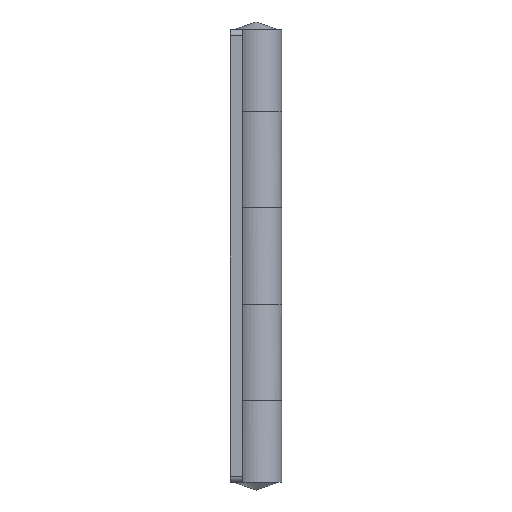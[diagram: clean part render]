
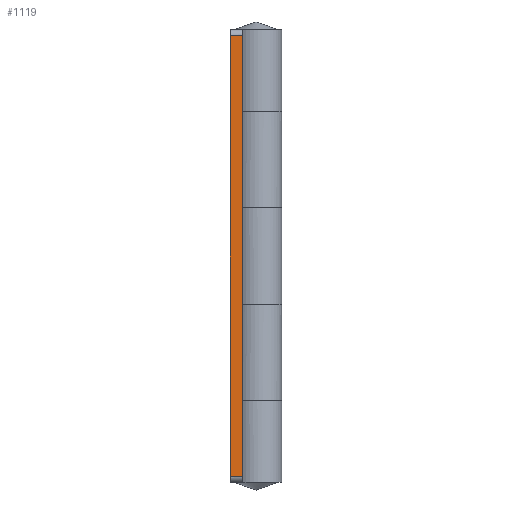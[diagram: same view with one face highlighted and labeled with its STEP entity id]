
A CAD part, left-side view. The second image highlights one B-rep face of the part: STEP entity #1119.
In plain terms, the highlighted free-form (B-spline) face has degree [1, 1] with [2, 2] control points.
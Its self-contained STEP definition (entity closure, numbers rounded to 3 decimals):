
#606=CARTESIAN_POINT('',(-25.0,2.25,74.));
#607=VERTEX_POINT('',#606);
#628=CARTESIAN_POINT('',(-25.0,4.25,74.));
#629=VERTEX_POINT('',#628);
#643=CARTESIAN_POINT('',(-25.0,2.25,74.));
#644=CARTESIAN_POINT('',(-25.0,4.25,74.));
#645=QUASI_UNIFORM_CURVE('',1,(#643,#644),.UNSPECIFIED.,.F.,.U.);
#646=EDGE_CURVE('',#607,#629,#645,.T.);
#665=CARTESIAN_POINT('',(-25.0,2.25,1.0));
#666=VERTEX_POINT('',#665);
#682=CARTESIAN_POINT('',(-25.0,4.25,1.0));
#683=VERTEX_POINT('',#682);
#684=CARTESIAN_POINT('',(-25.0,4.25,1.0));
#685=CARTESIAN_POINT('',(-25.0,2.25,1.0));
#686=QUASI_UNIFORM_CURVE('',1,(#684,#685),.UNSPECIFIED.,.F.,.U.);
#687=EDGE_CURVE('',#683,#666,#686,.T.);
#1100=CARTESIAN_POINT('',(-25.0,2.15,-2.646));
#1101=CARTESIAN_POINT('',(-25.0,2.15,77.646));
#1102=CARTESIAN_POINT('',(-25.0,4.35,-2.646));
#1103=CARTESIAN_POINT('',(-25.0,4.35,77.646));
#1104=B_SPLINE_SURFACE_WITH_KNOTS('',1,1,((#1100,#1102),(#1101,#1103)),.UNSPECIFIED.,.F.,.F.,.U.,(2,2),(2,2),(0.0,80.293),(0.0,2.2),.UNSPECIFIED.);
#1105=CARTESIAN_POINT('',(-25.0,4.25,74.));
#1106=CARTESIAN_POINT('',(-25.0,4.25,1.0));
#1107=QUASI_UNIFORM_CURVE('',1,(#1105,#1106),.UNSPECIFIED.,.F.,.U.);
#1108=EDGE_CURVE('',#629,#683,#1107,.T.);
#1109=ORIENTED_EDGE('',*,*,#1108,.T.);
#1110=ORIENTED_EDGE('',*,*,#687,.T.);
#1111=CARTESIAN_POINT('',(-25.0,2.25,74.));
#1112=CARTESIAN_POINT('',(-25.0,2.25,1.0));
#1113=QUASI_UNIFORM_CURVE('',1,(#1111,#1112),.UNSPECIFIED.,.F.,.U.);
#1114=EDGE_CURVE('',#607,#666,#1113,.T.);
#1115=ORIENTED_EDGE('',*,*,#1114,.F.);
#1116=ORIENTED_EDGE('',*,*,#646,.T.);
#1117=EDGE_LOOP('',(#1109,#1110,#1115,#1116));
#1118=FACE_OUTER_BOUND('',#1117,.T.);
#1119=ADVANCED_FACE('',(#1118),#1104,.T.);
